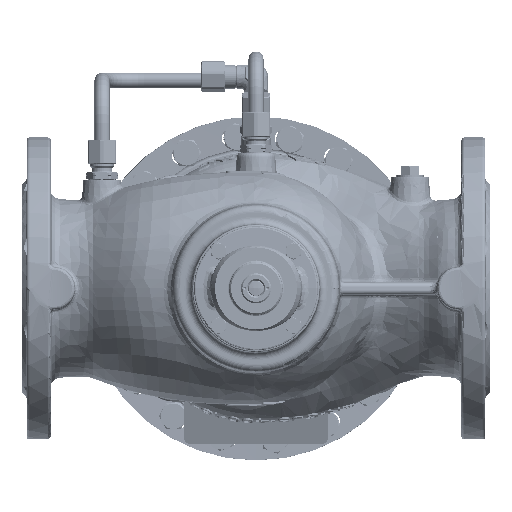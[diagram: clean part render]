
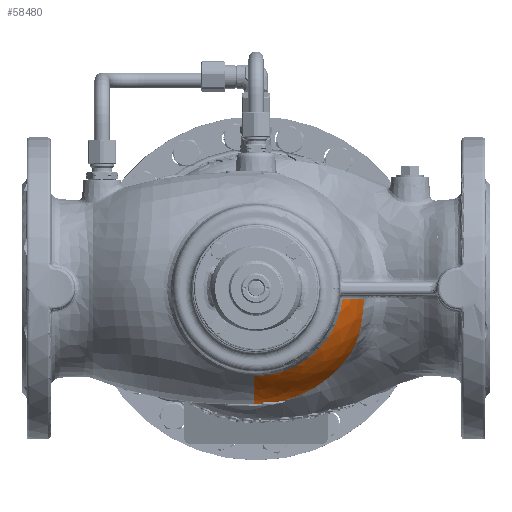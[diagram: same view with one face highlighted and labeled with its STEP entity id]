
A CAD part, front view. The second image highlights one B-rep face of the part: STEP entity #58480.
In plain terms, the highlighted spherical face has radius 77.421 mm.
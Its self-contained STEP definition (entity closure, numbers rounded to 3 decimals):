
#9584=CARTESIAN_POINT('',(3.,-33.383,
-76.486));
#9585=CARTESIAN_POINT('',(3.13,-33.383,
-76.48));
#9586=CARTESIAN_POINT('',(3.389,-33.433,
-76.458));
#9587=CARTESIAN_POINT('',(3.726,-33.658,
-76.404));
#9588=CARTESIAN_POINT('',(3.946,-33.986,
-76.34));
#9589=CARTESIAN_POINT('',(4.,-34.25,-76.294));
#9590=CARTESIAN_POINT('',(4.,-34.383,-76.273));
#9592=CARTESIAN_POINT('',(4.,-22.08,0.));
#9593=DIRECTION('',(-1.,0.,0.));
#9594=DIRECTION('',(0.,-0.159,-0.987));
#9595=AXIS2_PLACEMENT_3D('',#9592,#9593,#9594);
#9614=CARTESIAN_POINT('',(4.,-36.766,-75.85));
#9615=CARTESIAN_POINT('',(4.,-36.906,-75.823));
#9616=CARTESIAN_POINT('',(4.059,-37.182,
-75.765));
#9617=CARTESIAN_POINT('',(4.305,-37.524,
-75.679));
#9618=CARTESIAN_POINT('',(4.661,-37.737,
-75.609));
#9619=CARTESIAN_POINT('',(5.086,-37.791,
-75.565));
#9620=CARTESIAN_POINT('',(5.349,-37.713,
-75.56));
#9621=CARTESIAN_POINT('',(5.466,-37.651,
-75.562));
#9630=CARTESIAN_POINT('',(6.831,-36.931,
0.));
#9631=DIRECTION('',(0.466,-0.885,0.));
#9632=DIRECTION('',(-0.018,-0.01,-1.));
#9633=AXIS2_PLACEMENT_3D('',#9630,#9631,#9632);
#9798=CARTESIAN_POINT('',(-1.,-33.383,0.));
#9799=DIRECTION('',(0.,1.,0.));
#9800=DIRECTION('',(0.052,0.,-0.999));
#9801=AXIS2_PLACEMENT_3D('',#9798,#9799,#9800);
#9803=CARTESIAN_POINT('',(-1.,-22.08,0.));
#9804=DIRECTION('',(-1.,0.,0.));
#9805=DIRECTION('',(0.,-0.146,-0.989));
#9806=AXIS2_PLACEMENT_3D('',#9803,#9804,#9805);
#9808=CARTESIAN_POINT('',(-1.,-22.08,-6.739));
#9809=DIRECTION('',(0.,0.,1.));
#9810=DIRECTION('',(0.759,-0.652,0.));
#9811=AXIS2_PLACEMENT_3D('',#9808,#9809,#9810);
#9813=CARTESIAN_POINT('',(71.468,-48.479,
-6.739));
#9814=CARTESIAN_POINT('',(71.455,-48.44,
-7.025));
#9815=CARTESIAN_POINT('',(71.407,-48.288,
-8.071));
#9816=CARTESIAN_POINT('',(71.309,-47.966,
-9.848));
#9817=CARTESIAN_POINT('',(71.157,-47.457,
-12.037));
#9818=CARTESIAN_POINT('',(70.981,-46.857,
-14.152));
#9819=CARTESIAN_POINT('',(70.784,-46.183,
-16.169));
#9820=CARTESIAN_POINT('',(70.574,-45.47,
-18.034));
#9821=CARTESIAN_POINT('',(70.362,-44.765,
-19.69));
#9822=CARTESIAN_POINT('',(70.159,-44.105,
-21.117));
#9823=CARTESIAN_POINT('',(69.966,-43.497,
-22.351));
#9824=CARTESIAN_POINT('',(69.774,-42.911,
-23.484));
#9825=CARTESIAN_POINT('',(69.573,-42.318,
-24.583));
#9826=CARTESIAN_POINT('',(69.357,-41.711,
-25.67));
#9827=CARTESIAN_POINT('',(69.131,-41.107,
-26.722));
#9828=CARTESIAN_POINT('',(68.898,-40.523,
-27.722));
#9829=CARTESIAN_POINT('',(68.662,-39.972,
-28.659));
#9830=CARTESIAN_POINT('',(68.426,-39.459,
-29.534));
#9831=CARTESIAN_POINT('',(68.208,-39.018,
-30.29));
#9832=CARTESIAN_POINT('',(68.068,-38.753,
-30.751));
#9833=CARTESIAN_POINT('',(68.007,-38.641,
-30.946));
#9835=CARTESIAN_POINT('',(68.007,-38.641,
-30.946));
#9836=CARTESIAN_POINT('',(67.944,-38.525,
-31.148));
#9837=CARTESIAN_POINT('',(67.801,-38.265,
-31.601));
#9838=CARTESIAN_POINT('',(67.571,-37.856,
-32.302));
#9839=CARTESIAN_POINT('',(67.321,-37.421,
-33.032));
#9840=CARTESIAN_POINT('',(67.07,-36.992,
-33.738));
#9841=CARTESIAN_POINT('',(66.817,-36.564,
-34.428));
#9842=CARTESIAN_POINT('',(66.557,-36.132,
-35.109));
#9843=CARTESIAN_POINT('',(66.292,-35.695,
-35.786));
#9844=CARTESIAN_POINT('',(66.018,-35.249,
-36.46));
#9845=CARTESIAN_POINT('',(65.733,-34.791,
-37.139));
#9846=CARTESIAN_POINT('',(65.43,-34.308,
-37.839));
#9847=CARTESIAN_POINT('',(65.098,-33.785,
-38.578));
#9848=CARTESIAN_POINT('',(64.727,-33.207,
-39.377));
#9849=CARTESIAN_POINT('',(64.303,-32.555,
-40.251));
#9850=CARTESIAN_POINT('',(63.956,-32.027,
-40.938));
#9851=CARTESIAN_POINT('',(63.749,-31.714,
-41.337));
#9852=CARTESIAN_POINT('',(63.706,-31.65,
-41.419));
#9854=CARTESIAN_POINT('',(-1.,-31.649,0.));
#9855=DIRECTION('',(0.,1.,0.));
#9856=DIRECTION('',(0.842,0.,-0.539));
#9857=AXIS2_PLACEMENT_3D('',#9854,#9855,#9856);
#9859=CARTESIAN_POINT('',(57.503,-72.338,
-6.739));
#9860=CARTESIAN_POINT('',(57.136,-72.345,
-9.88));
#9861=CARTESIAN_POINT('',(55.887,-72.369,
-16.088));
#9862=CARTESIAN_POINT('',(52.522,-72.432,
-24.981));
#9863=CARTESIAN_POINT('',(47.756,-72.521,
-33.203));
#9864=CARTESIAN_POINT('',(41.717,-72.634,
-40.541));
#9865=CARTESIAN_POINT('',(34.565,-72.767,
-46.796));
#9866=CARTESIAN_POINT('',(26.493,-72.916,
-51.804));
#9867=CARTESIAN_POINT('',(17.717,-73.079,
-55.432));
#9868=CARTESIAN_POINT('',(8.466,-73.251,
-57.584));
#9869=CARTESIAN_POINT('',(2.156,-73.366,
-57.995));
#9870=CARTESIAN_POINT('',(-1.001,-73.424,
-57.944));
#30103=CARTESIAN_POINT('',(5.466,-37.651,
-75.562));
#30104=CARTESIAN_POINT('',(16.848,-31.649,
-74.725));
#30105=VERTEX_POINT('',#30103);
#30106=VERTEX_POINT('',#30104);
#30107=VERTEX_POINT('',#9614);
#30108=CARTESIAN_POINT('',(4.,-34.383,-76.273));
#30109=VERTEX_POINT('',#30108);
#30110=VERTEX_POINT('',#9584);
#30111=CARTESIAN_POINT('',(-1.,-33.383,
-76.591));
#30112=VERTEX_POINT('',#30111);
#30113=CARTESIAN_POINT('',(-1.001,-73.425,
-57.945));
#30114=VERTEX_POINT('',#30113);
#30115=VERTEX_POINT('',#9859);
#30116=CARTESIAN_POINT('',(71.468,-48.479,
-6.739));
#30117=VERTEX_POINT('',#30116);
#30118=VERTEX_POINT('',#9833);
#30119=VERTEX_POINT('',#9852);
#58458=CARTESIAN_POINT('',(-1.,-22.08,0.));
#58459=DIRECTION('',(0.,-0.663,-0.748));
#58460=DIRECTION('',(0.,-0.748,0.663));
#58461=AXIS2_PLACEMENT_3D('',#58458,#58459,#58460);
#58462=SPHERICAL_SURFACE('',#58461,77.42);
#58463=ORIENTED_EDGE('',*,*,#58286,.F.);
#58464=ORIENTED_EDGE('',*,*,#58269,.F.);
#58465=ORIENTED_EDGE('',*,*,#58254,.F.);
#58466=ORIENTED_EDGE('',*,*,#58239,.F.);
#58467=ORIENTED_EDGE('',*,*,#58224,.T.);
#58468=ORIENTED_EDGE('',*,*,#58206,.T.);
#58470=ORIENTED_EDGE('',*,*,#58469,.F.);
#58472=ORIENTED_EDGE('',*,*,#58471,.T.);
#58474=ORIENTED_EDGE('',*,*,#58473,.T.);
#58476=ORIENTED_EDGE('',*,*,#58475,.T.);
#58477=ORIENTED_EDGE('',*,*,#51792,.T.);
#58478=EDGE_LOOP('',(#58463,#58464,#58465,#58466,#58467,#58468,#58470,#58472,
#58474,#58476,#58477));
#58479=FACE_OUTER_BOUND('',#58478,.F.);
#58480=ADVANCED_FACE('',(#58479),#58462,.T.);
#9591=B_SPLINE_CURVE_WITH_KNOTS('',3,(#9584,#9585,#9586,#9587,#9588,#9589,
#9590),.UNSPECIFIED.,.F.,.F.,(4,1,1,1,4),(0.,0.25,0.5,0.75,1.),
.UNSPECIFIED.);
#9596=CIRCLE('',#9595,77.259);
#9622=B_SPLINE_CURVE_WITH_KNOTS('',3,(#9614,#9615,#9616,#9617,#9618,#9619,#9620,
#9621),.UNSPECIFIED.,.F.,.F.,(4,1,1,1,1,4),(0.,0.2,0.4,0.6,0.8,1.),
.UNSPECIFIED.);
#9634=CIRCLE('',#9633,75.578);
#9802=CIRCLE('',#9801,76.591);
#9807=CIRCLE('',#9806,77.42);
#9812=CIRCLE('',#9811,77.127);
#9834=B_SPLINE_CURVE_WITH_KNOTS('',3,(#9813,#9814,#9815,#9816,#9817,#9818,#9819,
#9820,#9821,#9822,#9823,#9824,#9825,#9826,#9827,#9828,#9829,#9830,#9831,#9832,
#9833),.UNSPECIFIED.,.F.,.F.,(4,1,1,1,1,1,1,1,1,1,1,1,1,1,1,1,1,1,4),(0.,
0.029,0.105,0.178,0.251,
0.323,0.393,0.457,0.513,
0.563,0.61,0.66,0.711,
0.763,0.815,0.867,0.917,
0.965,1.),.UNSPECIFIED.);
#9853=B_SPLINE_CURVE_WITH_KNOTS('',3,(#9835,#9836,#9837,#9838,#9839,#9840,#9841,
#9842,#9843,#9844,#9845,#9846,#9847,#9848,#9849,#9850,#9851,#9852),
.UNSPECIFIED.,.F.,.F.,(4,1,1,1,1,1,1,1,1,1,1,1,1,1,1,4),(0.,0.058,
0.129,0.196,0.261,0.324,
0.388,0.451,0.514,0.578,
0.644,0.715,0.792,0.878,
0.975,1.),.UNSPECIFIED.);
#9858=CIRCLE('',#9857,76.827);
#9871=B_SPLINE_CURVE_WITH_KNOTS('',3,(#9859,#9860,#9861,#9862,#9863,#9864,#9865,
#9866,#9867,#9868,#9869,#9870),.UNSPECIFIED.,.F.,.F.,(4,1,1,1,1,1,1,1,1,4),
(0.,0.111,0.222,0.333,0.444,
0.556,0.667,0.778,0.889,1.),
.UNSPECIFIED.);
#51792=EDGE_CURVE('',#30119,#30106,#9858,.T.);
#58206=EDGE_CURVE('',#30112,#30114,#9807,.T.);
#58224=EDGE_CURVE('',#30110,#30112,#9802,.T.);
#58239=EDGE_CURVE('',#30110,#30109,#9591,.T.);
#58254=EDGE_CURVE('',#30109,#30107,#9596,.T.);
#58269=EDGE_CURVE('',#30107,#30105,#9622,.T.);
#58286=EDGE_CURVE('',#30105,#30106,#9634,.T.);
#58469=EDGE_CURVE('',#30115,#30114,#9871,.T.);
#58471=EDGE_CURVE('',#30115,#30117,#9812,.T.);
#58473=EDGE_CURVE('',#30117,#30118,#9834,.T.);
#58475=EDGE_CURVE('',#30118,#30119,#9853,.T.);
